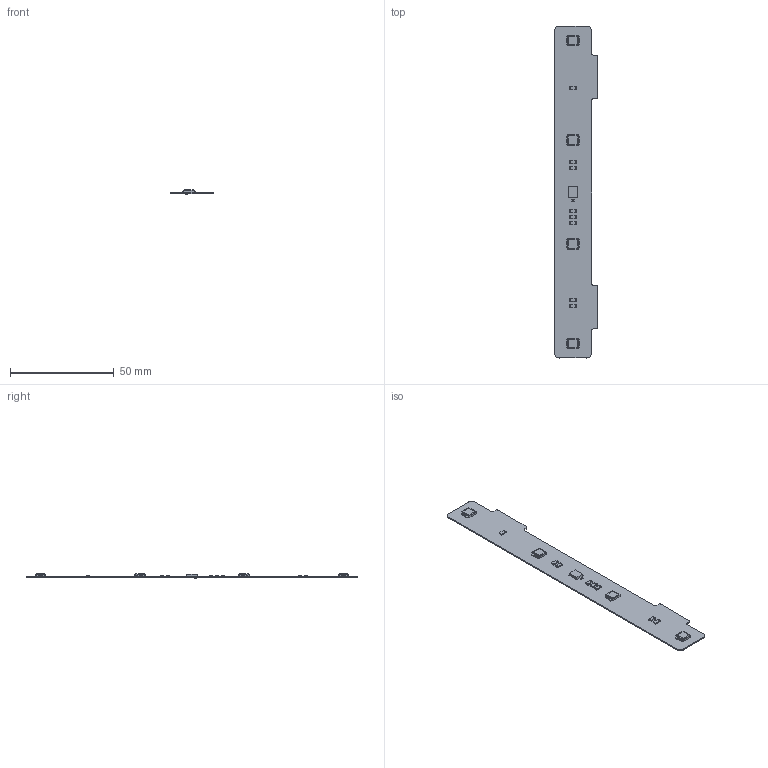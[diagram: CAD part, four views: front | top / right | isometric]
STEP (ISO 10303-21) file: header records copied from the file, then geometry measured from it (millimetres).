
FILE_DESCRIPTION(('Open CASCADE Model'),'2;1');
FILE_NAME('Open CASCADE Shape Model','2017-07-03T15:58:15',('Author'),( 'Open CASCADE'),'Open CASCADE STEP processor 6.2','Open CASCADE 6.2' ,'Unknown');
FILE_SCHEMA(('AUTOMOTIVE_DESIGN { 1 0 10303 214 1 1 1 1 }'));
Length unit declared in the file: millimetre
Products named in the file (32): PCB; Board; R3; User_Library-Chip_Resistor2RESC3216X60N; R6; R7; R5; R4; R8; VD1; 1067385904; Extruded; 1067386672; 1067389744; 1067389488; 1067389360; VD2; VD3; VD4; DD1; 960824840; Cylinder; 960647040; C1; SW3dPS-0603_SMD_Capacitor; R2; R1
Assembly tree (69 placements, depth 4):
  PCB
    Board
    R3
      User_Library-Chip_Resistor2RESC3216X60N
    R6
      User_Library-Chip_Resistor2RESC3216X60N
    R7
      User_Library-Chip_Resistor2RESC3216X60N
    R5
      User_Library-Chip_Resistor2RESC3216X60N
    R4
      User_Library-Chip_Resistor2RESC3216X60N
    R8
      User_Library-Chip_Resistor2RESC3216X60N
    VD1
      1067385904  x4
        Extruded
      1067386672  x2
        Extruded
      1067389744
        Extruded
      1067389488
        Extruded
      1067389360
        Extruded
    VD2
      1067389360
        Extruded
      1067389488
        Extruded
      1067389744
        Extruded
      1067386672  x2
        Extruded
      1067385904  x4
        Extruded
    VD3
      1067385904  x4
        Extruded
      1067386672  x2
        Extruded
      1067389744
        Extruded
      1067389488
        Extruded
      1067389360
        Extruded
    VD4
      1067389360
        Extruded
      1067389488
        Extruded
      1067389744
        Extruded
      1067386672  x2
        Extruded
      1067385904  x4
        Extruded
    DD1
      960824840
Bounding box: 21.02 x 160.02 x 1.95 mm (x, y, z)
Volume: 2032.9 mm3; surface area: 7167.6 mm2
Topology: 48 solids, 48 shells, 773 faces, 1728 edges, 984 vertices
Faces by surface type: plane 481, cylinder 181, sphere 72, bspline 39
Full cylindrical faces by diameter (mm): 1 x1
Entity records: 22503 total; most frequent: CARTESIAN_POINT 7180, DIRECTION 2407, LINE 1633, VECTOR 1633, ORIENTED_EDGE 1430, PCURVE 1430, DEFINITIONAL_REPRESENTATION 1430, EDGE_CURVE 715
